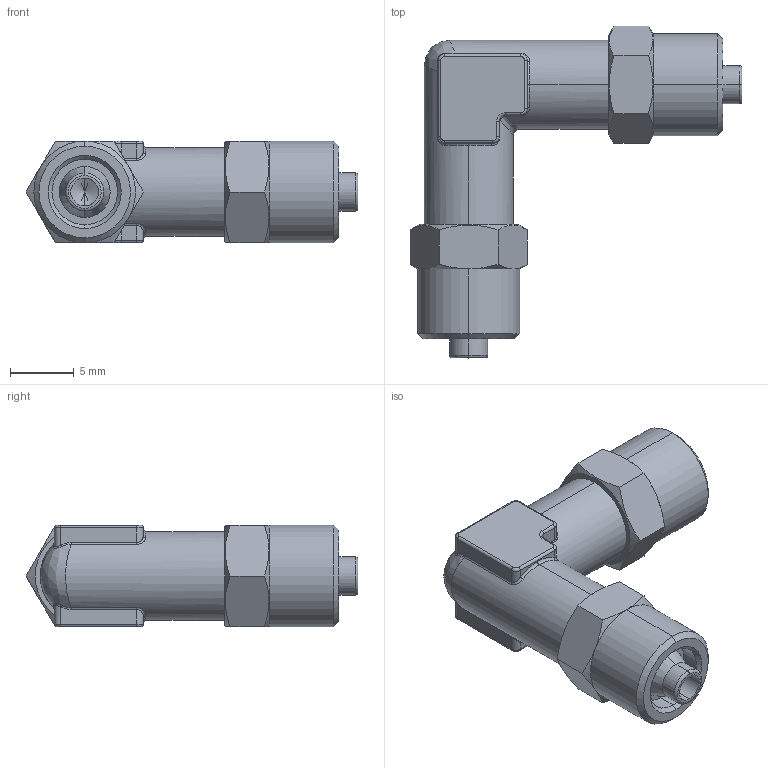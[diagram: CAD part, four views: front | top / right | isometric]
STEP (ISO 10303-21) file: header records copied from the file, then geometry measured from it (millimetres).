
FILE_DESCRIPTION (( 'STEP AP203' ), '1' );
FILE_NAME ('02089020.STEP', '2011-09-28T12:27:14', ( '' ), ( 'sopra-pneumatic' ), 'SwSTEP 2.0', 'SolidWorks 2011', '' );
FILE_SCHEMA (( 'CONFIG_CONTROL_DESIGN' ));
Length unit declared in the file: millimetre
Products named in the file (1): 02089020
Bounding box: 26.12 x 26.12 x 8 mm (x, y, z)
Volume: 1664.3 mm3; surface area: 1518.5 mm2
Topology: 1 solids, 1 shells, 165 faces, 374 edges, 215 vertices
Faces by surface type: cylinder 57, plane 34, cone 30, torus 22, bspline 22
Entity records: 5291 total; most frequent: CARTESIAN_POINT 1689, ORIENTED_EDGE 744, DIRECTION 740, EDGE_CURVE 372, AXIS2_PLACEMENT_3D 310, VERTEX_POINT 215, EDGE_LOOP 173, CIRCLE 166
